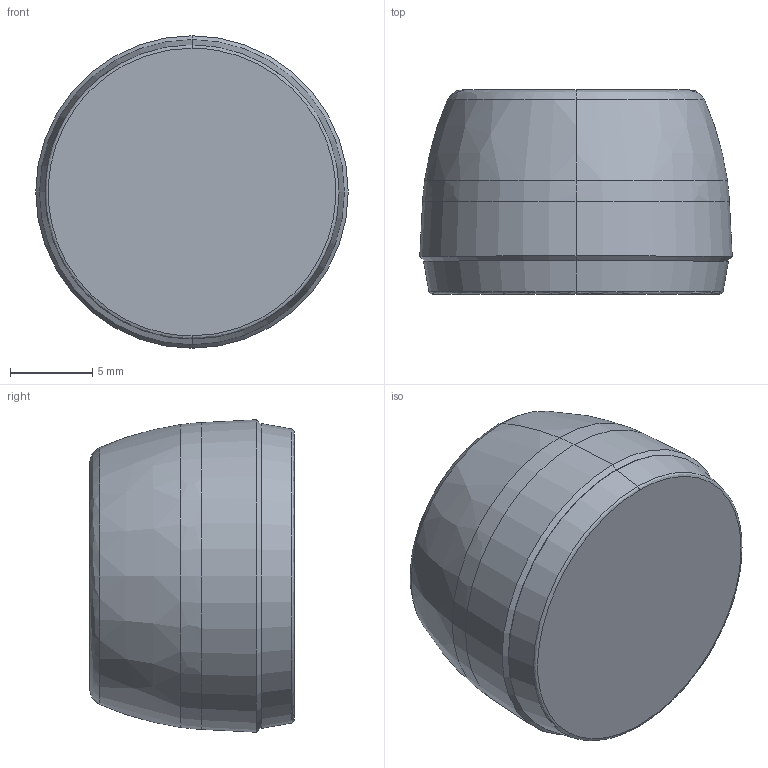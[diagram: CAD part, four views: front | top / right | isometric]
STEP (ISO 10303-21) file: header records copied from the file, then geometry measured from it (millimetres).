
FILE_DESCRIPTION (( 'STEP AP214' ), '1' );
FILE_NAME ('7410002', '2019-01-30T09:22:38', ( '' ), ('JUGARD+KÜNSTNER GmbH'), 'SwSTEP 2.0', 'SolidWorks 2017', '' );
FILE_SCHEMA (( 'AUTOMOTIVE_DESIGN' ));
Length unit declared in the file: millimetre
Products named in the file (3): 7410002; Part1; Part2
Assembly tree (2 placements, depth 2):
  7410002
    Part1
    Part2
Bounding box: 18.97 x 12.4 x 18.97 mm (x, y, z)
Volume: 2963.4 mm3; surface area: 2102.6 mm2
Topology: 2 solids, 2 shells, 45 faces, 93 edges, 50 vertices
Faces by surface type: bspline 24, cone 10, cylinder 6, plane 5
Entity records: 2527 total; most frequent: CARTESIAN_POINT 1069, DIRECTION 194, ORIENTED_EDGE 178, EDGE_CURVE 89, AXIS2_PLACEMENT_3D 89, CIRCLE 63, UNCERTAINTY_MEASURE_WITH_UNIT 52, VERTEX_POINT 50
